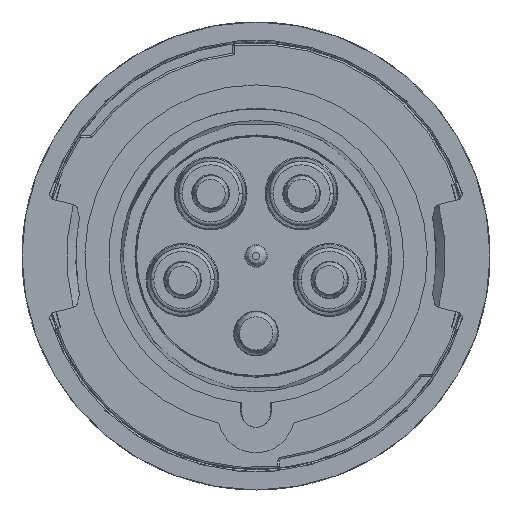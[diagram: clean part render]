
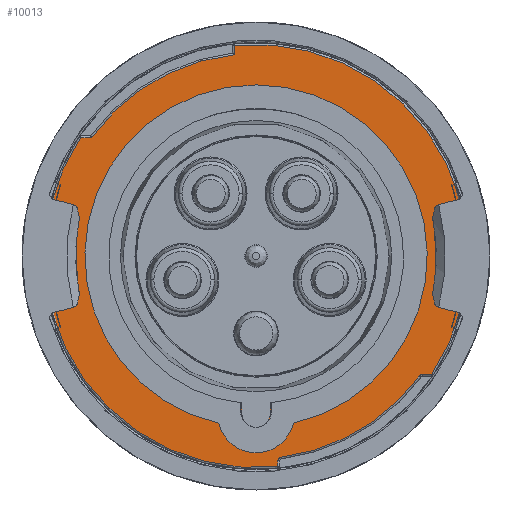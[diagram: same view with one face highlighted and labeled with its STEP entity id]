
A CAD part, front view. The second image highlights one B-rep face of the part: STEP entity #10013.
In plain terms, the highlighted planar face has unit normal (0, -1, 0).
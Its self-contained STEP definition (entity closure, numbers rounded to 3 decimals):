
#3864=FACE_BOUND('',#14402,.T.);
#3865=FACE_BOUND('',#14403,.T.);
#4680=PLANE('',#39882);
#5864=LINE('',#65397,#7877);
#5867=LINE('',#65452,#7880);
#5869=LINE('',#65470,#7882);
#5872=LINE('',#65479,#7885);
#7877=VECTOR('',#45113,1.);
#7880=VECTOR('',#45128,1.);
#7882=VECTOR('',#45146,1.);
#7885=VECTOR('',#45157,1.);
#10013=ADVANCED_FACE('',(#3864,#3865),#4680,.T.);
#14402=EDGE_LOOP('',(#18788,#18789,#18790,#18791,#18792,#18793,#18794,#18795,
#18796,#18797));
#14403=EDGE_LOOP('',(#18798));
#18788=ORIENTED_EDGE('',*,*,#32789,.F.);
#18789=ORIENTED_EDGE('',*,*,#32740,.T.);
#18790=ORIENTED_EDGE('',*,*,#32786,.T.);
#18791=ORIENTED_EDGE('',*,*,#32733,.T.);
#18792=ORIENTED_EDGE('',*,*,#32785,.T.);
#18793=ORIENTED_EDGE('',*,*,#32745,.T.);
#18794=ORIENTED_EDGE('',*,*,#32765,.F.);
#18795=ORIENTED_EDGE('',*,*,#32732,.T.);
#18796=ORIENTED_EDGE('',*,*,#32728,.T.);
#18797=ORIENTED_EDGE('',*,*,#32723,.T.);
#18798=ORIENTED_EDGE('',*,*,#32787,.T.);
#28605=VERTEX_POINT('',#65398);
#28606=VERTEX_POINT('',#65399);
#28610=VERTEX_POINT('',#65427);
#28611=VERTEX_POINT('',#65449);
#28613=VERTEX_POINT('',#65455);
#28614=VERTEX_POINT('',#65456);
#28617=VERTEX_POINT('',#65464);
#28620=VERTEX_POINT('',#65469);
#28623=VERTEX_POINT('',#65480);
#28624=VERTEX_POINT('',#65481);
#28643=VERTEX_POINT('',#65563);
#32723=EDGE_CURVE('',#28605,#28606,#5864,.T.);
#32728=EDGE_CURVE('',#28610,#28605,#37638,.T.);
#32732=EDGE_CURVE('',#28611,#28610,#5867,.T.);
#32733=EDGE_CURVE('',#28613,#28614,#37640,.T.);
#32740=EDGE_CURVE('',#28617,#28620,#5869,.T.);
#32745=EDGE_CURVE('',#28623,#28624,#5872,.T.);
#32765=EDGE_CURVE('',#28611,#28624,#37658,.T.);
#32785=EDGE_CURVE('',#28614,#28623,#37670,.T.);
#32786=EDGE_CURVE('',#28620,#28613,#37671,.T.);
#32787=EDGE_CURVE('',#28643,#28643,#37672,.T.);
#32789=EDGE_CURVE('',#28617,#28606,#37674,.T.);
#37638=CIRCLE('',#39818,55.625);
#37640=CIRCLE('',#39822,55.625);
#37658=CIRCLE('',#39848,58.1);
#37670=CIRCLE('',#39874,1.);
#37671=CIRCLE('',#39876,1.);
#37672=CIRCLE('',#39878,39.5);
#37674=CIRCLE('',#39881,58.1);
#39818=AXIS2_PLACEMENT_3D('',#65426,#45121,#45122);
#39822=AXIS2_PLACEMENT_3D('',#65454,#45131,#45132);
#39848=AXIS2_PLACEMENT_3D('',#65519,#45197,#45198);
#39874=AXIS2_PLACEMENT_3D('',#65558,#45257,#45258);
#39876=AXIS2_PLACEMENT_3D('',#65560,#45261,#45262);
#39878=AXIS2_PLACEMENT_3D('',#65562,#45265,#45266);
#39881=AXIS2_PLACEMENT_3D('',#65566,#45271,#45272);
#39882=AXIS2_PLACEMENT_3D('',#65567,#45273,#45274);
#45113=DIRECTION('',(-1.,0.,0.));
#45121=DIRECTION('',(0.,-1.,0.));
#45122=DIRECTION('',(0.,0.,1.));
#45128=DIRECTION('',(0.,0.,-1.));
#45131=DIRECTION('',(0.,-1.,0.));
#45132=DIRECTION('',(0.,0.,1.));
#45146=DIRECTION('',(0.,0.,1.));
#45157=DIRECTION('',(1.,0.,0.));
#45197=DIRECTION('',(0.,1.,0.));
#45198=DIRECTION('',(0.,0.,1.));
#45257=DIRECTION('',(0.,1.,0.));
#45258=DIRECTION('',(0.,0.,1.));
#45261=DIRECTION('',(0.,1.,0.));
#45262=DIRECTION('',(0.,0.,1.));
#45265=DIRECTION('',(0.,1.,0.));
#45266=DIRECTION('',(1.,0.,0.));
#45271=DIRECTION('',(0.,1.,0.));
#45272=DIRECTION('',(0.,0.,1.));
#45273=DIRECTION('',(0.,-1.,0.));
#45274=DIRECTION('',(0.,0.,1.));
#65397=CARTESIAN_POINT('',(-45.143,-146.765,32.5));
#65398=CARTESIAN_POINT('',(-45.143,-146.765,32.5));
#65399=CARTESIAN_POINT('',(-48.16,-146.765,32.5));
#65426=CARTESIAN_POINT('',(0.,-146.765,0.));
#65427=CARTESIAN_POINT('',(-6.,-146.765,55.3));
#65449=CARTESIAN_POINT('',(-6.,-146.765,57.789));
#65452=CARTESIAN_POINT('',(-6.,-146.765,57.789));
#65454=CARTESIAN_POINT('',(0.,-146.765,0.));
#65455=CARTESIAN_POINT('',(6.876,-146.765,-55.198));
#65456=CARTESIAN_POINT('',(44.846,-146.765,-32.908));
#65464=CARTESIAN_POINT('',(6.,-146.765,-57.789));
#65469=CARTESIAN_POINT('',(6.,-146.765,-56.191));
#65470=CARTESIAN_POINT('',(6.,-146.765,-57.789));
#65479=CARTESIAN_POINT('',(-117.2,-146.765,-32.5));
#65480=CARTESIAN_POINT('',(45.652,-146.765,-32.5));
#65481=CARTESIAN_POINT('',(48.16,-146.765,-32.5));
#65519=CARTESIAN_POINT('',(0.,-146.765,0.));
#65558=CARTESIAN_POINT('',(45.652,-146.765,-33.5));
#65560=CARTESIAN_POINT('',(7.,-146.765,-56.191));
#65562=CARTESIAN_POINT('',(0.,-146.765,0.));
#65563=CARTESIAN_POINT('',(39.5,-146.765,0.));
#65566=CARTESIAN_POINT('',(0.,-146.765,0.));
#65567=CARTESIAN_POINT('',(-117.2,-146.765,117.2));
